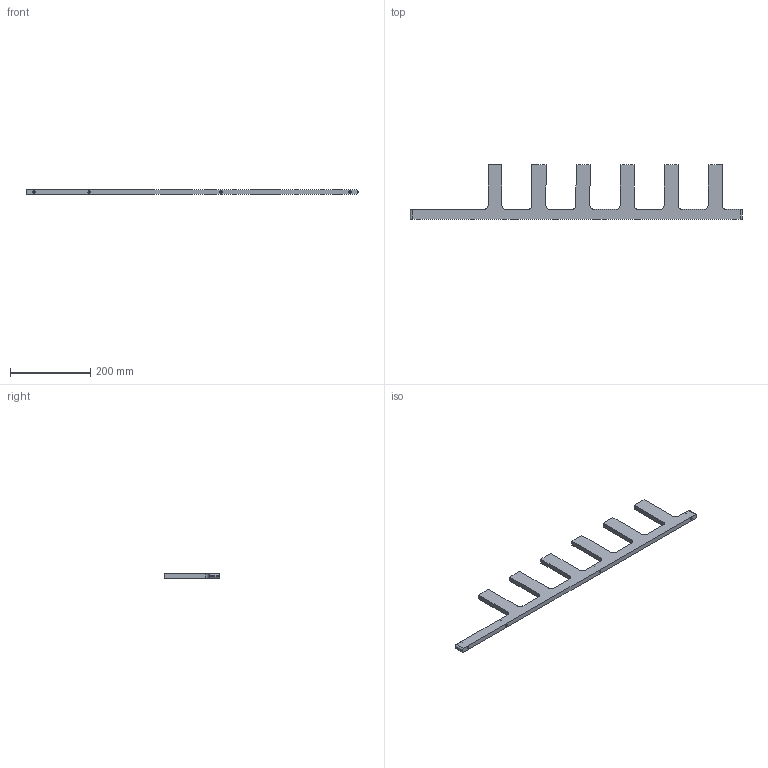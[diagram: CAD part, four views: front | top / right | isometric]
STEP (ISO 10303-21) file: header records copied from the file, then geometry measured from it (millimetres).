
FILE_DESCRIPTION (( 'STEP AP203' ), '1' );
FILE_NAME ('SUPORT PORTE OUTILS.STEP', '2021-01-28T09:20:12', ( '' ), ( '' ), 'SwSTEP 2.0', 'SolidWorks 2013', '' );
FILE_SCHEMA (( 'CONFIG_CONTROL_DESIGN' ));
Length unit declared in the file: millimetre
Products named in the file (1): SUPORT PORTE OUTILS
Bounding box: 830 x 137 x 12 mm (x, y, z)
Volume: 526093.1 mm3; surface area: 130194.3 mm2
Topology: 1 solids, 1 shells, 126 faces, 326 edges, 193 vertices
Faces by surface type: cylinder 58, cone 34, plane 34
Entity records: 3753 total; most frequent: DIRECTION 678, CARTESIAN_POINT 620, ORIENTED_EDGE 600, EDGE_CURVE 300, AXIS2_PLACEMENT_3D 251, VERTEX_POINT 193, LINE 176, VECTOR 176
